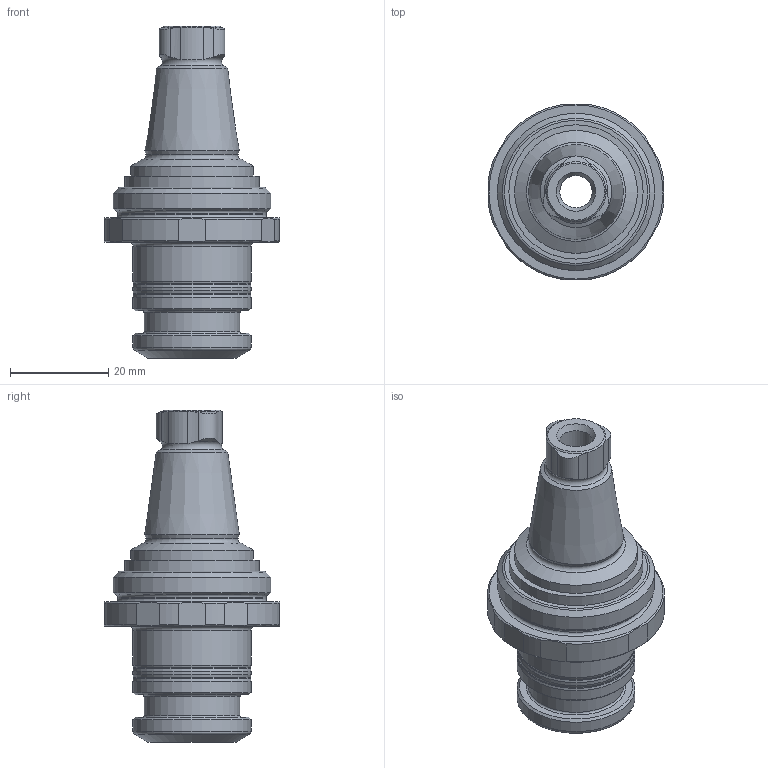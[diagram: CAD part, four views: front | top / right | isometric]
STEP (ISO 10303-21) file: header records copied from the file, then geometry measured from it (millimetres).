
FILE_DESCRIPTION(/* description */ (''),/* implementation_level */ '2;1');
FILE_NAME(/* name */ '804020150.stp',/* time_stamp */ '2022-01-10T15:14:34',/* author */ ('LRA'),/* organization */ ('REGO-FIX'),/* preprocessor_version */ ' Unknown',/* originating_system */ 'SIEMENS PLM Software Solid Edge ST10',/* authorization */ 'Unknown');
FILE_SCHEMA (('AUTOMOTIVE_DESIGN { 1 0 10303 214 2 1 1}'));
Length unit declared in the file: millimetre
Products named in the file (1): 804020150.prt
Bounding box: 35.6 x 35.6 x 67.5 mm (x, y, z)
Volume: 20139.8 mm3; surface area: 8904.7 mm2
Topology: 1 solids, 1 shells, 84 faces, 196 edges, 121 vertices
Faces by surface type: cylinder 32, cone 24, plane 17, torus 11
Full cylindrical faces by diameter (mm): 6.6 x1, 14.895 x1, 15 x1, 19.5 x1, 24 x4, 25 x1, 27.3 x1, 30.1 x1, 32 x1
Entity records: 2180 total; most frequent: CARTESIAN_POINT 474, DIRECTION 356, ORIENTED_EDGE 288, AXIS2_PLACEMENT_3D 164, EDGE_CURVE 144, EDGE_LOOP 134, FACE_BOUND 134, VERTEX_POINT 110
